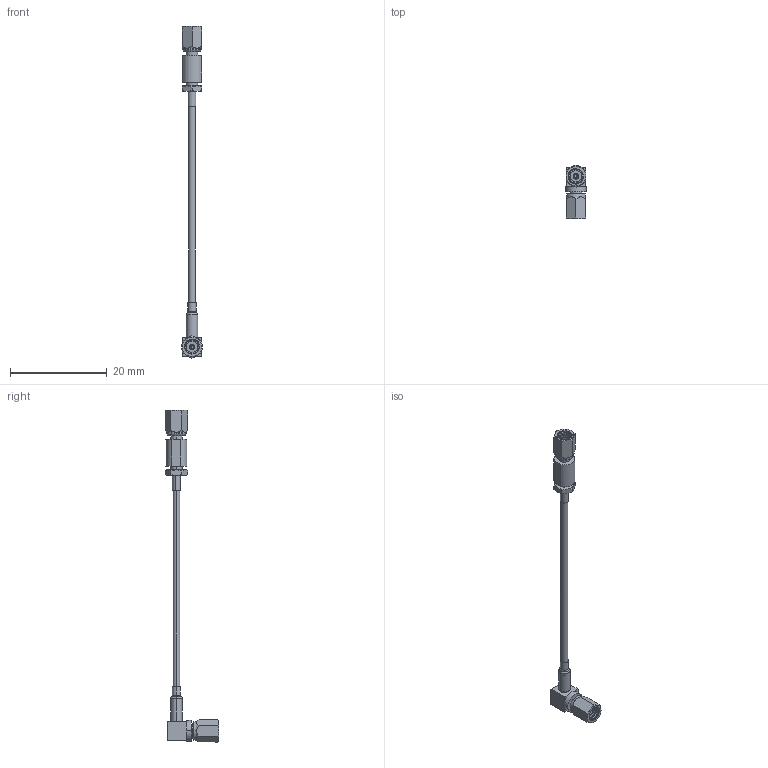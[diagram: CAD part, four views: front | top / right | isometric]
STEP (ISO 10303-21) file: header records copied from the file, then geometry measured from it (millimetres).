
FILE_DESCRIPTION (( 'STEP AP214' ), '1' );
FILE_NAME ('FMCA9984_3D.step', '2024-01-19T19:35:43', ( '' ), ( '' ), 'SwSTEP 2.0', 'SolidWorks 2022', '' );
FILE_SCHEMA (( 'AUTOMOTIVE_DESIGN' ));
Length unit declared in the file: inch
Products named in the file (6): Copy of PE45385／FMCN1270(Ticket #1332)^FMCA9984_默认; Copy of Heatshrink_047_long_240177^FMCA9984; Copy of PE45366^FMCA9984_默认; FMCA9984_3D; Copy of Heatshrink_047_thin_240177^FMCA9984; Copy of PE-P047 Cable New^FMCA9984
Assembly tree (5 placements, depth 2):
  FMCA9984_3D
    Copy of PE-P047 Cable New^FMCA9984
    Copy of Heatshrink_047_thin_240177^FMCA9984
    Copy of PE45366^FMCA9984_默认
    Copy of PE45385／FMCN1270(Ticket #1332)^FMCA9984_默认
    Copy of Heatshrink_047_long_240177^FMCA9984
Bounding box: 4.32 x 11 x 68.58 mm (x, y, z)
Volume: 381.7 mm3; surface area: 1063.3 mm2
Topology: 5 solids, 5 shells, 204 faces, 465 edges, 288 vertices
Faces by surface type: plane 83, cylinder 63, cone 46, bspline 6, torus 6
Entity records: 7243 total; most frequent: CARTESIAN_POINT 2557, ORIENTED_EDGE 930, DIRECTION 915, EDGE_CURVE 465, AXIS2_PLACEMENT_3D 366, VERTEX_POINT 288, EDGE_LOOP 225, FACE_OUTER_BOUND 204
